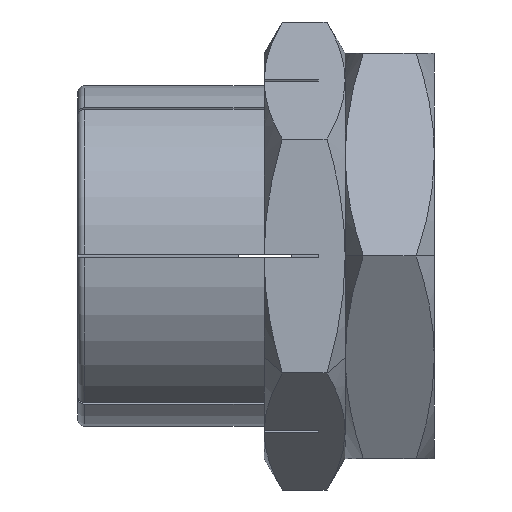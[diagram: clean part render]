
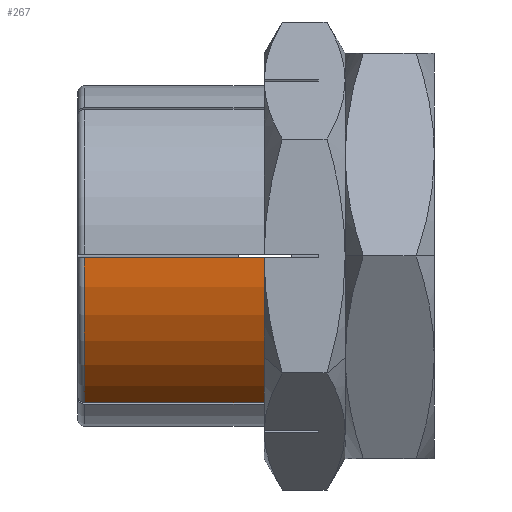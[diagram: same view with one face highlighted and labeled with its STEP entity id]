
A CAD part, front view. The second image highlights one B-rep face of the part: STEP entity #267.
In plain terms, the highlighted cylindrical face has radius 21 mm (diameter 42 mm), a partial arc.
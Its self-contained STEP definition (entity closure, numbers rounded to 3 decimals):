
#267=ADVANCED_FACE('',(#622),#623,.T.);
#622=FACE_OUTER_BOUND('',#1071,.T.);
#623=CYLINDRICAL_SURFACE('',#1072,21.0);
#1071=EDGE_LOOP('',(#1826,#1827,#1828,#1829));
#1072=AXIS2_PLACEMENT_3D('',#1830,#1831,#1832);
#1826=ORIENTED_EDGE('',*,*,#2891,.T.);
#1827=ORIENTED_EDGE('',*,*,#2915,.T.);
#1828=ORIENTED_EDGE('',*,*,#2916,.T.);
#1829=ORIENTED_EDGE('',*,*,#2912,.T.);
#1830=CARTESIAN_POINT('',(-16.5,0.0,0.0));
#1831=DIRECTION('',(1.0,0.0,0.0));
#1832=DIRECTION('',(0.0,0.0,-1.0));
#2891=EDGE_CURVE('',#3531,#3529,#3532,.T.);
#2912=EDGE_CURVE('',#3561,#3531,#3562,.T.);
#2915=EDGE_CURVE('',#3529,#3565,#3566,.T.);
#2916=EDGE_CURVE('',#3565,#3561,#3567,.T.);
#3529=VERTEX_POINT('',#4743);
#3531=VERTEX_POINT('',#4746);
#3532=LINE('',#4747,#4748);
#3561=VERTEX_POINT('',#4832);
#3562=CIRCLE('',#4833,21.0);
#3565=VERTEX_POINT('',#4874);
#3566=CIRCLE('',#4875,21.0);
#3567=LINE('',#4876,#4877);
#4743=CARTESIAN_POINT('',(-10.0,-10.681,-18.081));
#4746=CARTESIAN_POINT('',(-32.16,-10.681,-18.081));
#4747=CARTESIAN_POINT('',(-21.08,-10.681,-18.081));
#4748=VECTOR('',#6288,1.0);
#4832=CARTESIAN_POINT('',(-32.16,-20.999,-0.21));
#4833=AXIS2_PLACEMENT_3D('',#6309,#6310,#6311);
#4874=CARTESIAN_POINT('',(-10.0,-20.999,-0.21));
#4875=AXIS2_PLACEMENT_3D('',#6312,#6313,#6314);
#4876=CARTESIAN_POINT('',(-21.08,-20.999,-0.21));
#4877=VECTOR('',#6315,1.0);
#6288=DIRECTION('',(1.0,0.0,0.0));
#6309=CARTESIAN_POINT('',(-32.16,0.,0.));
#6310=DIRECTION('',(1.0,0.0,0.0));
#6311=DIRECTION('',(0.0,0.0,-1.0));
#6312=CARTESIAN_POINT('',(-10.0,0.0,0.0));
#6313=DIRECTION('',(-1.0,0.,0.));
#6314=DIRECTION('',(0.,0.,-1.0));
#6315=DIRECTION('',(-1.0,-0.0,0.0));
